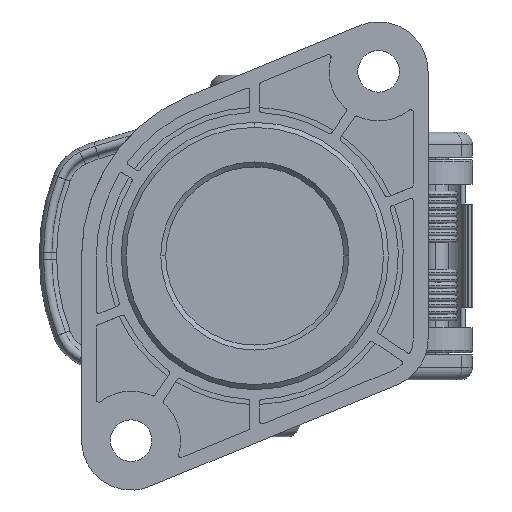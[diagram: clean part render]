
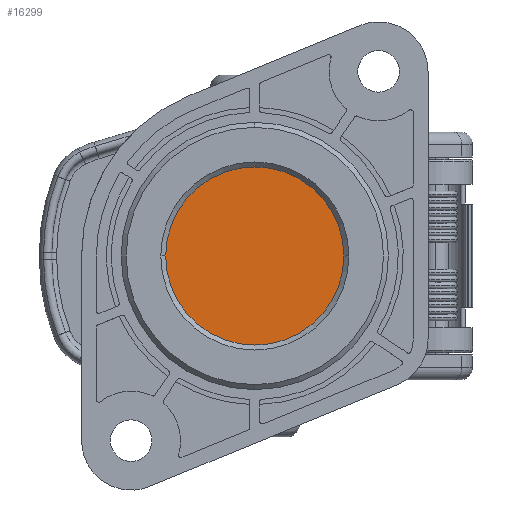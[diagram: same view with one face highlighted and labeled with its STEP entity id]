
A CAD part, left-side view. The second image highlights one B-rep face of the part: STEP entity #16299.
In plain terms, the highlighted planar face has unit normal (-1, 0, 0).
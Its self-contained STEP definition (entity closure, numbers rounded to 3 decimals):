
#5559=CARTESIAN_POINT('',(7.,0.,0.));
#5560=DIRECTION('',(-1.,0.,0.));
#5561=DIRECTION('',(0.,1.,0.));
#5562=AXIS2_PLACEMENT_3D('',#5559,#5560,#5561);
#5564=CARTESIAN_POINT('',(7.,0.,0.));
#5565=DIRECTION('',(1.,0.,0.));
#5566=DIRECTION('',(0.,1.,0.));
#5567=AXIS2_PLACEMENT_3D('',#5564,#5565,#5566);
#8416=CARTESIAN_POINT('',(7.,18.,0.));
#8417=CARTESIAN_POINT('',(7.,-18.,0.));
#8418=VERTEX_POINT('',#8416);
#8419=VERTEX_POINT('',#8417);
#16290=CARTESIAN_POINT('',(7.,0.,0.));
#16291=DIRECTION('',(1.,0.,0.));
#16292=DIRECTION('',(0.,-1.,0.));
#16293=AXIS2_PLACEMENT_3D('',#16290,#16291,#16292);
#16294=PLANE('',#16293);
#16295=ORIENTED_EDGE('',*,*,#16269,.F.);
#16296=ORIENTED_EDGE('',*,*,#16283,.T.);
#16297=EDGE_LOOP('',(#16295,#16296));
#16298=FACE_OUTER_BOUND('',#16297,.F.);
#16299=ADVANCED_FACE('',(#16298),#16294,.F.);
#5563=CIRCLE('',#5562,18.);
#5568=CIRCLE('',#5567,18.);
#16269=EDGE_CURVE('',#8418,#8419,#5563,.T.);
#16283=EDGE_CURVE('',#8418,#8419,#5568,.T.);
